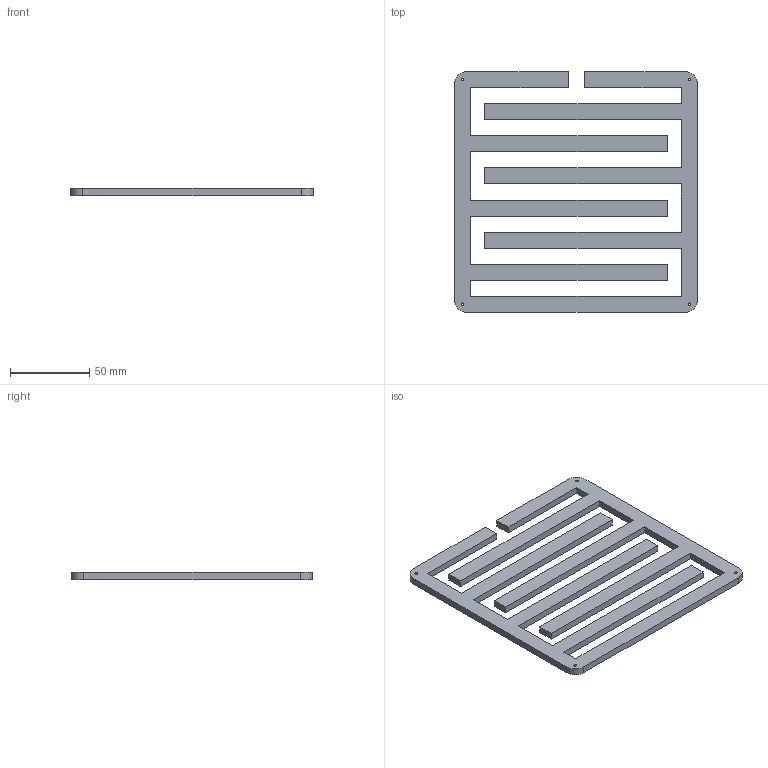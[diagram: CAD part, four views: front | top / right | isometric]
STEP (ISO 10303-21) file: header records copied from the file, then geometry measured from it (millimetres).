
FILE_DESCRIPTION(/* description */ (''),/* implementation_level */ '2;1');
FILE_NAME(/* name */ 'Robert Sullivan ZigZag.step',/* time_stamp */ '2019-04-05T13:41:52-04:00',/* author */ ('acethebasenji'),/* organization */ (''),/* preprocessor_version */ 'ST-DEVELOPER v17.2',/* originating_system */ 'Autodesk Translation Framework v7.6.0.251',/* authorisation */ '');
FILE_SCHEMA (('AUTOMOTIVE_DESIGN { 1 0 10303 214 3 1 1 }'));
Length unit declared in the file: inch
Products named in the file (1): new led grid
Bounding box: 153.66 x 152.4 x 4.45 mm (x, y, z)
Volume: 58805.1 mm3; surface area: 38219.5 mm2
Topology: 1 solids, 1 shells, 49 faces, 141 edges, 94 vertices
Faces by surface type: plane 41, cylinder 8
Full cylindrical faces by diameter (mm): 1.778 x4
Entity records: 1642 total; most frequent: CARTESIAN_POINT 285, ORIENTED_EDGE 282, DIRECTION 257, EDGE_CURVE 141, LINE 125, VECTOR 125, VERTEX_POINT 94, AXIS2_PLACEMENT_3D 66
